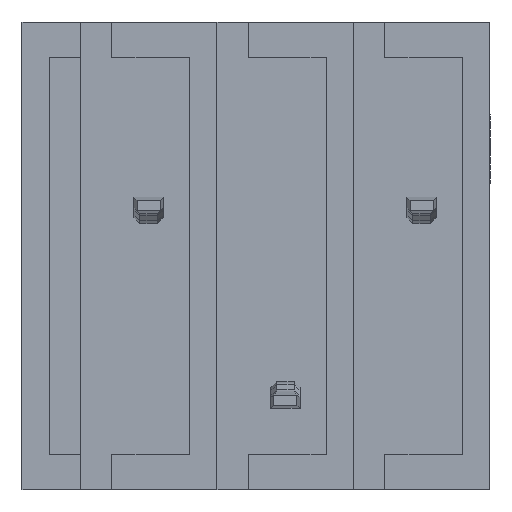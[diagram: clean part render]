
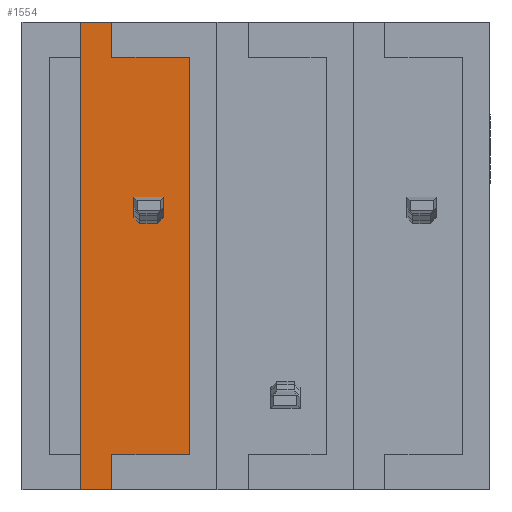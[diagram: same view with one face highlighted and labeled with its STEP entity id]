
A CAD part, front view. The second image highlights one B-rep face of the part: STEP entity #1554.
In plain terms, the highlighted planar face has unit normal (0, -1, 0).
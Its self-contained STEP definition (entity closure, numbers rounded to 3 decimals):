
#735 = CARTESIAN_POINT ( 'NONE',  ( -4.5, 0.3, -6. ) ) ;
#1151 = CARTESIAN_POINT ( 'NONE',  ( -3.7, 0.3, -5.1 ) ) ;
#1313 = CARTESIAN_POINT ( 'NONE',  ( -1.7, 0.3, 5.1 ) ) ;
#1554 = ADVANCED_FACE ( 'NONE', ( #14544 ), #12533, .T. ) ;
#1708 = CARTESIAN_POINT ( 'NONE',  ( -1.7, 0.3, -4. ) ) ;
#1735 = ORIENTED_EDGE ( 'NONE', *, *, #22188, .F. ) ;
#1798 = DIRECTION ( 'NONE',  ( -1., 0., 0. ) ) ;
#2181 = EDGE_CURVE ( 'NONE', #19105, #23327, #10237, .T. ) ;
#2741 = CARTESIAN_POINT ( 'NONE',  ( -3.7, 0.3, 6. ) ) ;
#3396 = VECTOR ( 'NONE', #14121, 1000. ) ;
#3592 = DIRECTION ( 'NONE',  ( 0., 0., 1. ) ) ;
#3692 = CARTESIAN_POINT ( 'NONE',  ( -3.07, 0.3, -6. ) ) ;
#4426 = DIRECTION ( 'NONE',  ( 0., 0., 1. ) ) ;
#5283 = DIRECTION ( 'NONE',  ( 1., 0., 0. ) ) ;
#5977 = EDGE_CURVE ( 'NONE', #9809, #18055, #22613, .T. ) ;
#6175 = CARTESIAN_POINT ( 'NONE',  ( -3.07, 0.3, -4. ) ) ;
#6398 = DIRECTION ( 'NONE',  ( 0., 0., 1. ) ) ;
#6687 = VECTOR ( 'NONE', #4426, 1000. ) ;
#6688 = AXIS2_PLACEMENT_3D ( 'NONE', #6175, #8053, #10407 ) ;
#7266 = ORIENTED_EDGE ( 'NONE', *, *, #12070, .F. ) ;
#8053 = DIRECTION ( 'NONE',  ( 0., -1., 0. ) ) ;
#9167 = EDGE_CURVE ( 'NONE', #25358, #9809, #21864, .T. ) ;
#9393 = LINE ( 'NONE', #1708, #10909 ) ;
#9809 = VERTEX_POINT ( 'NONE', #13493 ) ;
#9911 = DIRECTION ( 'NONE',  ( 1., 0., 0. ) ) ;
#10237 = LINE ( 'NONE', #14067, #12954 ) ;
#10303 = CARTESIAN_POINT ( 'NONE',  ( -4.5, 0.3, -0.572 ) ) ;
#10407 = DIRECTION ( 'NONE',  ( -1., 0., 0. ) ) ;
#10909 = VECTOR ( 'NONE', #3592, 1000. ) ;
#11084 = ORIENTED_EDGE ( 'NONE', *, *, #11135, .T. ) ;
#11135 = EDGE_CURVE ( 'NONE', #20999, #13305, #9393, .T. ) ;
#11712 = ORIENTED_EDGE ( 'NONE', *, *, #19776, .T. ) ;
#11874 = CARTESIAN_POINT ( 'NONE',  ( -3.07, 0.3, -5.1 ) ) ;
#12070 = EDGE_CURVE ( 'NONE', #24863, #23327, #25641, .T. ) ;
#12533 = PLANE ( 'NONE',  #6688 ) ;
#12954 = VECTOR ( 'NONE', #6398, 1000. ) ;
#13104 = VECTOR ( 'NONE', #15360, 1000. ) ;
#13305 = VERTEX_POINT ( 'NONE', #1313 ) ;
#13432 = ORIENTED_EDGE ( 'NONE', *, *, #2181, .T. ) ;
#13493 = CARTESIAN_POINT ( 'NONE',  ( -3.7, 0.3, -6. ) ) ;
#14067 = CARTESIAN_POINT ( 'NONE',  ( -3.7, 0.3, -4. ) ) ;
#14121 = DIRECTION ( 'NONE',  ( 0., 0., 1. ) ) ;
#14206 = CARTESIAN_POINT ( 'NONE',  ( -3.07, 0.3, 5.1 ) ) ;
#14544 = FACE_OUTER_BOUND ( 'NONE', #26170, .T. ) ;
#15360 = DIRECTION ( 'NONE',  ( 1., 0., 0. ) ) ;
#15798 = CARTESIAN_POINT ( 'NONE',  ( -4.5, 0.3, 6. ) ) ;
#16225 = CARTESIAN_POINT ( 'NONE',  ( -3.7, 0.3, -4. ) ) ;
#17534 = ORIENTED_EDGE ( 'NONE', *, *, #25265, .T. ) ;
#17751 = LINE ( 'NONE', #11874, #23448 ) ;
#18055 = VERTEX_POINT ( 'NONE', #1151 ) ;
#18317 = ORIENTED_EDGE ( 'NONE', *, *, #5977, .T. ) ;
#19105 = VERTEX_POINT ( 'NONE', #20174 ) ;
#19180 = VECTOR ( 'NONE', #5283, 1000. ) ;
#19776 = EDGE_CURVE ( 'NONE', #18055, #20999, #17751, .T. ) ;
#20174 = CARTESIAN_POINT ( 'NONE',  ( -3.7, 0.3, 5.1 ) ) ;
#20348 = VECTOR ( 'NONE', #1798, 1000. ) ;
#20380 = LINE ( 'NONE', #10303, #3396 ) ;
#20999 = VERTEX_POINT ( 'NONE', #21052 ) ;
#21052 = CARTESIAN_POINT ( 'NONE',  ( -1.7, 0.3, -5.1 ) ) ;
#21864 = LINE ( 'NONE', #3692, #19180 ) ;
#22188 = EDGE_CURVE ( 'NONE', #25358, #24863, #20380, .T. ) ;
#22613 = LINE ( 'NONE', #16225, #6687 ) ;
#23327 = VERTEX_POINT ( 'NONE', #2741 ) ;
#23448 = VECTOR ( 'NONE', #9911, 1000. ) ;
#23482 = CARTESIAN_POINT ( 'NONE',  ( -3.07, 0.3, 6. ) ) ;
#24098 = LINE ( 'NONE', #14206, #20348 ) ;
#24735 = ORIENTED_EDGE ( 'NONE', *, *, #9167, .T. ) ;
#24863 = VERTEX_POINT ( 'NONE', #15798 ) ;
#25265 = EDGE_CURVE ( 'NONE', #13305, #19105, #24098, .T. ) ;
#25358 = VERTEX_POINT ( 'NONE', #735 ) ;
#25641 = LINE ( 'NONE', #23482, #13104 ) ;
#26170 = EDGE_LOOP ( 'NONE', ( #13432, #7266, #1735, #24735, #18317, #11712, #11084, #17534 ) ) ;
